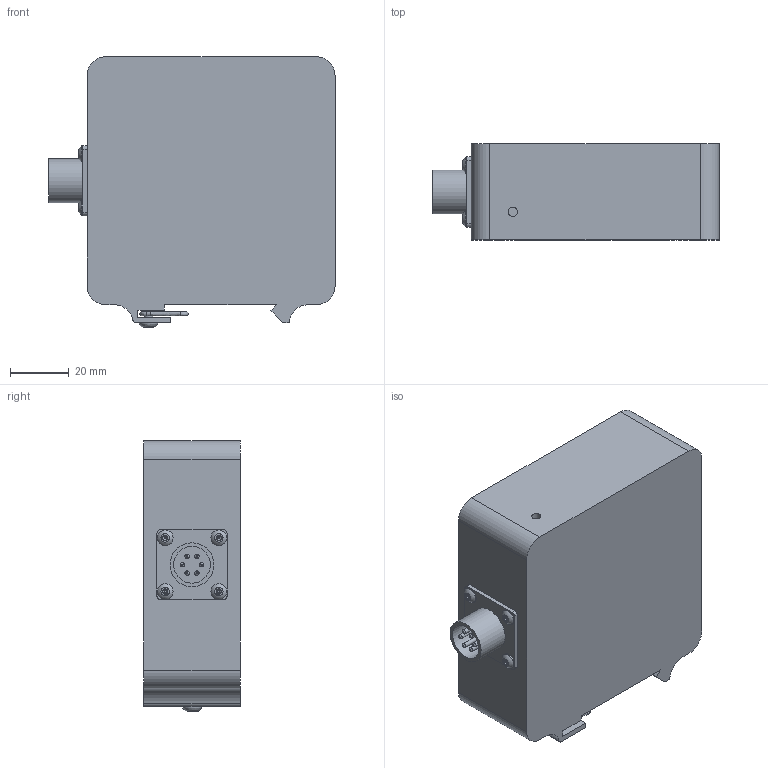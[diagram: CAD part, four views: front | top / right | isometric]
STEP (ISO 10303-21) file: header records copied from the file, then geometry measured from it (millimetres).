
FILE_DESCRIPTION(/* description */ (''),/* implementation_level */ '2;1');
FILE_NAME(/* name */ 'QIA121 Assembly-E.stp',/* time_stamp */ '2015-05-06T09:03:29-07:00',/* author */ ('steve'),/* organization */ (''),/* preprocessor_version */ 'ST-DEVELOPER v15.2',/* originating_system */ 'Autodesk Inventor 2014',/* authorisation */ '');
FILE_SCHEMA (('AUTOMOTIVE_DESIGN { 1 0 10303 214 3 1 1 }'));
Length unit declared in the file: inch
Products named in the file (11): FM3583-E; FM3584-C; 6PIN-BENDIX PT02A-10-6P; #16009; USB Series B Receptacle Metal Shell; USB Series B Receptacle Housing; USB Series B Receptacle Terminal; USB_Series_B_Receptacle; Black Nylon Rivet; FM3718; Assembly-E
Bounding box: 97.29 x 32.77 x 91.97 mm (x, y, z)
Volume: 68667.3 mm3; surface area: 57363 mm2
Topology: 15 solids, 15 shells, 593 faces, 1606 edges, 1087 vertices
Faces by surface type: plane 359, cylinder 162, cone 42, bspline 26, sphere 4
Full cylindrical faces by diameter (mm): 0.65 x4, 1.524 x12, 2.159 x8, 2.261 x1, 3.048 x1, 3.175 x1, 3.302 x4, 3.429 x2, 5.41 x4, 12.446 x1, 12.497 x1, 14.922 x1, 16.002 x1
Entity records: 15992 total; most frequent: CARTESIAN_POINT 4081, DIRECTION 2440, ORIENTED_EDGE 2362, EDGE_CURVE 1181, AXIS2_PLACEMENT_3D 840, VERTEX_POINT 821, LINE 760, VECTOR 760
